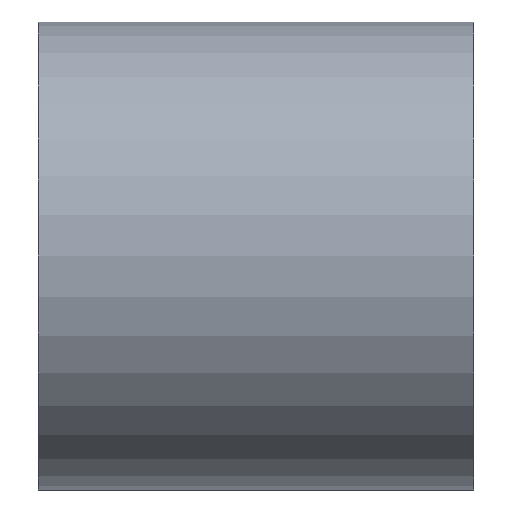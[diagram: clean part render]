
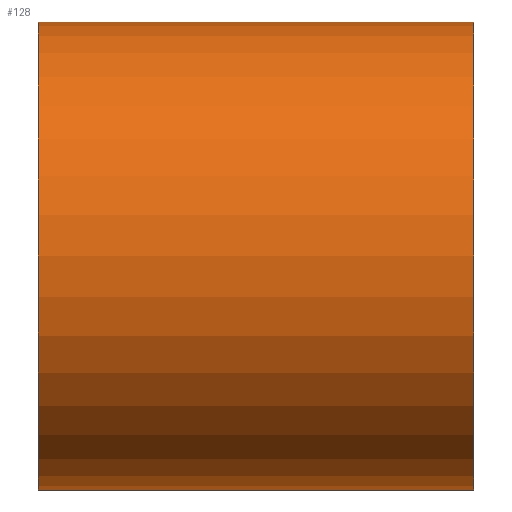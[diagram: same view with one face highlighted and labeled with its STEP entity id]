
A CAD part, left-side view. The second image highlights one B-rep face of the part: STEP entity #128.
In plain terms, the highlighted cylindrical face has radius 6.82 mm (diameter 13.64 mm), a partial arc.
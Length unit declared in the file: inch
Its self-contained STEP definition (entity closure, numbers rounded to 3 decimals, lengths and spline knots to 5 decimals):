
#105=CYLINDRICAL_SURFACE('',#411,0.2685);
#114=FACE_OUTER_BOUND('',#216,.T.);
#128=ADVANCED_FACE('',(#114),#105,.T.);
#160=LINE('',#568,#184);
#162=LINE('',#576,#186);
#184=VECTOR('',#471,1.);
#186=VECTOR('',#479,1.);
#216=EDGE_LOOP('',(#256,#257,#258,#259));
#256=ORIENTED_EDGE('',*,*,#362,.F.);
#257=ORIENTED_EDGE('',*,*,#360,.F.);
#258=ORIENTED_EDGE('',*,*,#363,.T.);
#259=ORIENTED_EDGE('',*,*,#364,.T.);
#330=VERTEX_POINT('',#567);
#331=VERTEX_POINT('',#569);
#332=VERTEX_POINT('',#573);
#333=VERTEX_POINT('',#575);
#360=EDGE_CURVE('',#330,#331,#160,.T.);
#362=EDGE_CURVE('',#331,#332,#386,.T.);
#363=EDGE_CURVE('',#330,#333,#387,.T.);
#364=EDGE_CURVE('',#333,#332,#162,.T.);
#386=CIRCLE('',#409,0.2685);
#387=CIRCLE('',#410,0.2685);
#409=AXIS2_PLACEMENT_3D('',#572,#475,#476);
#410=AXIS2_PLACEMENT_3D('',#574,#477,#478);
#411=AXIS2_PLACEMENT_3D('',#577,#480,#481);
#471=DIRECTION('',(0.,1.,0.));
#475=DIRECTION('',(0.,1.,0.));
#476=DIRECTION('',(1.,0.,0.));
#477=DIRECTION('',(0.,1.,0.));
#478=DIRECTION('',(1.,0.,0.));
#479=DIRECTION('',(0.,1.,0.));
#480=DIRECTION('',(0.,1.,0.));
#481=DIRECTION('',(0.,0.,1.));
#567=CARTESIAN_POINT('',(0.,-0.25,-0.1125));
#568=CARTESIAN_POINT('',(0.,-0.25,-0.1125));
#569=CARTESIAN_POINT('',(0.,0.25,-0.1125));
#572=CARTESIAN_POINT('',(0.,0.25,0.156));
#573=CARTESIAN_POINT('',(0.2685,0.25,0.156));
#574=CARTESIAN_POINT('',(0.,-0.25,0.156));
#575=CARTESIAN_POINT('',(0.2685,-0.25,0.156));
#576=CARTESIAN_POINT('',(0.2685,-0.25,0.156));
#577=CARTESIAN_POINT('',(0.,-0.25,0.156));
